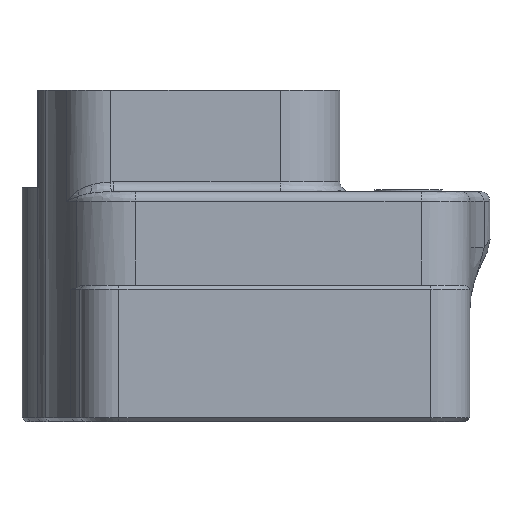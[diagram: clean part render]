
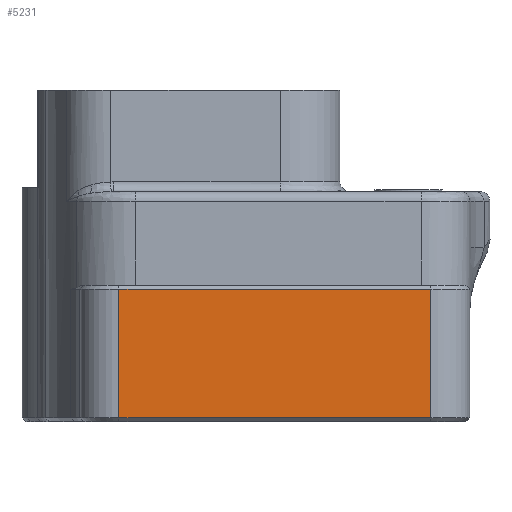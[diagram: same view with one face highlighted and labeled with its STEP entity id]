
A CAD part, left-side view. The second image highlights one B-rep face of the part: STEP entity #5231.
In plain terms, the highlighted planar face has unit normal (-1, 0, 0).
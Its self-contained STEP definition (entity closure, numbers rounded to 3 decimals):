
#365 = DIRECTION ( 'NONE',  ( 0., 1., 0. ) ) ;
#486 = VECTOR ( 'NONE', #802, 1000. ) ;
#612 = CARTESIAN_POINT ( 'NONE',  ( -40.3, -31.95, -33.6 ) ) ;
#764 = PLANE ( 'NONE',  #4997 ) ;
#802 = DIRECTION ( 'NONE',  ( 0., 1., 0. ) ) ;
#912 = ORIENTED_EDGE ( 'NONE', *, *, #4347, .T. ) ;
#1343 = ORIENTED_EDGE ( 'NONE', *, *, #2456, .T. ) ;
#1723 = VECTOR ( 'NONE', #6387, 1000. ) ;
#1997 = EDGE_LOOP ( 'NONE', ( #1343, #912, #2462, #2205 ) ) ;
#2049 = CARTESIAN_POINT ( 'NONE',  ( -40.3, -12.785, -33.6 ) ) ;
#2205 = ORIENTED_EDGE ( 'NONE', *, *, #6727, .F. ) ;
#2347 = DIRECTION ( 'NONE',  ( -1., 0., 0. ) ) ;
#2456 = EDGE_CURVE ( 'NONE', #6951, #2954, #5592, .T. ) ;
#2462 = ORIENTED_EDGE ( 'NONE', *, *, #6833, .F. ) ;
#2768 = VERTEX_POINT ( 'NONE', #612 ) ;
#2954 = VERTEX_POINT ( 'NONE', #6783 ) ;
#3003 = VECTOR ( 'NONE', #365, 1000. ) ;
#3337 = CARTESIAN_POINT ( 'NONE',  ( -40.3, -31.95, -20.4 ) ) ;
#3750 = LINE ( 'NONE', #2049, #486 ) ;
#4292 = LINE ( 'NONE', #6409, #5487 ) ;
#4347 = EDGE_CURVE ( 'NONE', #2954, #6559, #4292, .T. ) ;
#4366 = CARTESIAN_POINT ( 'NONE',  ( -40.3, 0.05, -33.6 ) ) ;
#4567 = FACE_OUTER_BOUND ( 'NONE', #1997, .T. ) ;
#4633 = DIRECTION ( 'NONE',  ( 0., -1., 0. ) ) ;
#4997 = AXIS2_PLACEMENT_3D ( 'NONE', #6729, #2347, #4633 ) ;
#5231 = ADVANCED_FACE ( 'NONE', ( #4567 ), #764, .T. ) ;
#5296 = LINE ( 'NONE', #5755, #1723 ) ;
#5487 = VECTOR ( 'NONE', #6447, 1000. ) ;
#5592 = LINE ( 'NONE', #5730, #3003 ) ;
#5730 = CARTESIAN_POINT ( 'NONE',  ( -40.3, 4.05, -20.4 ) ) ;
#5755 = CARTESIAN_POINT ( 'NONE',  ( -40.3, -31.95, -17. ) ) ;
#6387 = DIRECTION ( 'NONE',  ( 0., 0., -1. ) ) ;
#6409 = CARTESIAN_POINT ( 'NONE',  ( -40.3, 0.05, -34. ) ) ;
#6447 = DIRECTION ( 'NONE',  ( 0., 0., -1. ) ) ;
#6559 = VERTEX_POINT ( 'NONE', #4366 ) ;
#6727 = EDGE_CURVE ( 'NONE', #6951, #2768, #5296, .T. ) ;
#6729 = CARTESIAN_POINT ( 'NONE',  ( -40.3, 4.05, -34. ) ) ;
#6783 = CARTESIAN_POINT ( 'NONE',  ( -40.3, 0.05, -20.4 ) ) ;
#6833 = EDGE_CURVE ( 'NONE', #2768, #6559, #3750, .T. ) ;
#6951 = VERTEX_POINT ( 'NONE', #3337 ) ;
